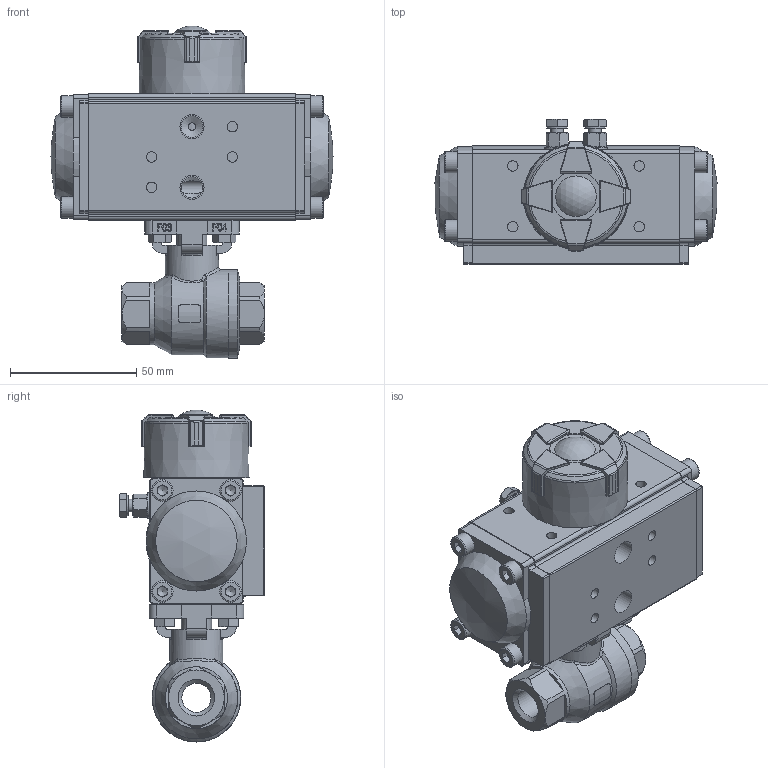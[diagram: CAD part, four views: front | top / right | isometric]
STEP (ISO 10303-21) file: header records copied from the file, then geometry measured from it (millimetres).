
FILE_DESCRIPTION(/* description */ ('Unknown'),/* implementation_level */ '2;1');
FILE_NAME(/* name */ 'PD019652-02',/* time_stamp */ '2025-01-15T09:20:47+01:00',/* author */ ('Unknown'),/* organization */ ('Unknown'),/* preprocessor_version */ 'ST-DEVELOPER v19.4',/* originating_system */ 'Solid Edge',/* authorisation */ 'Unknown');
FILE_SCHEMA (('AUTOMOTIVE_DESIGN {1 0 10303 214 3 1 1}'));
Length unit declared in the file: millimetre
Products named in the file (26): PD019652-02; 9652-02; DN6  T; DN6  G; DN6  Z; DN6  ZT; DN6  M; DN6 FGM; DN6   FS; PD01; 32gangti; circlips for shaft--type a large gb_GB_CONNECTING_PIECE_RING_RRA 13; VT032-8 ______; plain washers-n series-grade a gb_GB_FASTENER_WASHER_PWNA 5; hex nut gradec_din_Hexagon Nut ISO 4034 - M5 - N; hex bolt gradeab_din_ISO 4014 - M5 x 25 x 16-N; socket head cap screw_din_DIN 912 M5 x 16 --- 16N; VT032-04-1; VT032_Welle; VT032-03-A 3D_; VT032-03-A 3D; Optische Anzeige; ______; ________(___________; cup head nib bolts with large head gb_GB_FASTENER_BOLT_CHNBW M6X25-N; DIN 933 M5x12 A2-70 BLK_EDST
Assembly tree (42 placements, depth 4):
  PD019652-02
    9652-02
      DN6  T
      DN6  G
      DN6  Z
      DN6  ZT
      DN6  M
      DN6 FGM
      DN6   FS
    PD01
      32gangti
      circlips for shaft--type a large gb_GB_CONNECTING_PIECE_RING_RRA 13
      VT032-8 ______
      plain washers-n series-grade a gb_GB_FASTENER_WASHER_PWNA 5  x2
      hex nut gradec_din_Hexagon Nut ISO 4034 - M5 - N  x2
      hex bolt gradeab_din_ISO 4014 - M5 x 25 x 16-N  x2
      socket head cap screw_din_DIN 912 M5 x 16 --- 16N  x8
      VT032-04-1  x2
      VT032_Welle
        VT032-03-A 3D_
        VT032-03-A 3D
      Optische Anzeige
        ______
        ________(___________  x4
        cup head nib bolts with large head gb_GB_FASTENER_BOLT_CHNBW M6X25-N
    DIN 933 M5x12 A2-70 BLK_EDST  x4
Bounding box: 111.55 x 57.5 x 131.31 mm (x, y, z)
Volume: 213722.4 mm3; surface area: 96939.8 mm2
Topology: 39 solids, 39 shells, 1396 faces, 3300 edges, 2062 vertices
Faces by surface type: plane 657, cylinder 390, bspline 125, cone 122, torus 91, sphere 11
Full cylindrical faces by diameter (mm): 1.7 x2, 2.5 x2, 3 x17, 3.242 x8, 3.3 x8, 4.134 x14, 4.2 x2, 4.5 x8, 4.66 x1, 5 x19, 5.3 x2, 5.5 x1, 6 x5, 6.2 x1, 8 x8, 8.5 x8, 8.57 x2, 9 x2, 9.53 x2, 9.6 x1, 10 x4, 10.5 x3, 11.2 x2, 11.5 x2, 12 x8, 12.1 x1, 12.6 x2, 12.7 x1, 12.9 x1, 13.5 x2
Entity records: 28736 total; most frequent: CARTESIAN_POINT 8497, DIRECTION 3966, ORIENTED_EDGE 3764, EDGE_CURVE 1882, AXIS2_PLACEMENT_3D 1548, VERTEX_POINT 1319, FACE_BOUND 1225, EDGE_LOOP 1224
